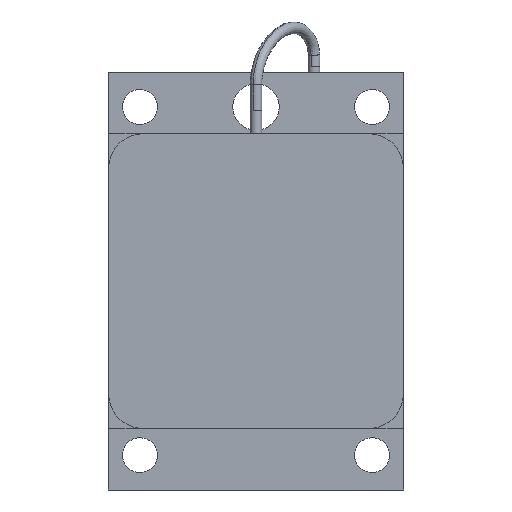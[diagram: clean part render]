
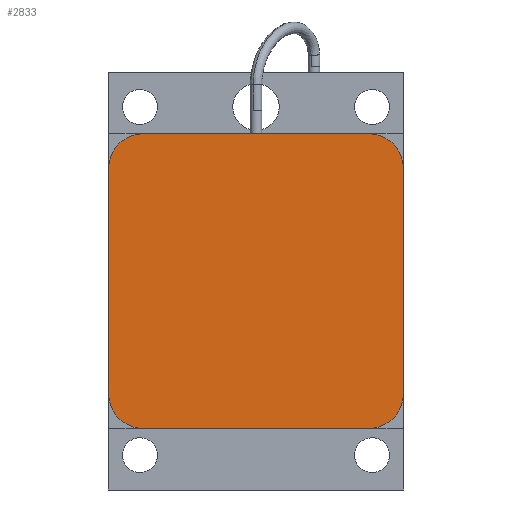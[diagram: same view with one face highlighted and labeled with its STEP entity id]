
A CAD part, front view. The second image highlights one B-rep face of the part: STEP entity #2833.
In plain terms, the highlighted planar face has unit normal (0, -1, 0).
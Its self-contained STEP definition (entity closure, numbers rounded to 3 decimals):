
#1023=DIRECTION('',(-1.,0.,0.));
#1024=VECTOR('',#1023,19.4);
#1025=CARTESIAN_POINT('',(9.7,-8.3,12.7));
#1026=LINE('',#1025,#1024);
#1030=CARTESIAN_POINT('',(9.7,-8.3,9.7));
#1031=DIRECTION('',(0.,-1.,0.));
#1032=DIRECTION('',(1.,0.,0.));
#1033=AXIS2_PLACEMENT_3D('',#1030,#1031,#1032);
#1038=DIRECTION('',(0.,0.,1.));
#1039=VECTOR('',#1038,19.4);
#1040=CARTESIAN_POINT('',(12.7,-8.3,-9.7));
#1041=LINE('',#1040,#1039);
#1045=CARTESIAN_POINT('',(9.7,-8.3,-9.7));
#1046=DIRECTION('',(0.,-1.,0.));
#1047=DIRECTION('',(0.,0.,-1.));
#1048=AXIS2_PLACEMENT_3D('',#1045,#1046,#1047);
#1053=DIRECTION('',(1.,0.,0.));
#1054=VECTOR('',#1053,19.4);
#1055=CARTESIAN_POINT('',(-9.7,-8.3,-12.7));
#1056=LINE('',#1055,#1054);
#1060=CARTESIAN_POINT('',(-9.7,-8.3,-9.7));
#1061=DIRECTION('',(0.,-1.,0.));
#1062=DIRECTION('',(-1.,0.,0.));
#1063=AXIS2_PLACEMENT_3D('',#1060,#1061,#1062);
#1068=DIRECTION('',(0.,0.,-1.));
#1069=VECTOR('',#1068,19.4);
#1070=CARTESIAN_POINT('',(-12.7,-8.3,9.7));
#1071=LINE('',#1070,#1069);
#1075=CARTESIAN_POINT('',(-9.7,-8.3,9.7));
#1076=DIRECTION('',(0.,-1.,0.));
#1077=DIRECTION('',(0.,0.,1.));
#1078=AXIS2_PLACEMENT_3D('',#1075,#1076,#1077);
#1364=CARTESIAN_POINT('',(9.7,-8.3,12.7));
#1365=CARTESIAN_POINT('',(-9.7,-8.3,12.7));
#1366=VERTEX_POINT('',#1364);
#1367=VERTEX_POINT('',#1365);
#1368=CARTESIAN_POINT('',(-12.7,-8.3,9.7));
#1369=CARTESIAN_POINT('',(-12.7,-8.3,-9.7));
#1370=VERTEX_POINT('',#1368);
#1371=VERTEX_POINT('',#1369);
#1372=CARTESIAN_POINT('',(-9.7,-8.3,-12.7));
#1373=CARTESIAN_POINT('',(9.7,-8.3,-12.7));
#1374=VERTEX_POINT('',#1372);
#1375=VERTEX_POINT('',#1373);
#1376=CARTESIAN_POINT('',(12.7,-8.3,-9.7));
#1377=CARTESIAN_POINT('',(12.7,-8.3,9.7));
#1378=VERTEX_POINT('',#1376);
#1379=VERTEX_POINT('',#1377);
#2813=CARTESIAN_POINT('',(0.,-8.3,0.));
#2814=DIRECTION('',(0.,-1.,0.));
#2815=DIRECTION('',(0.,0.,-1.));
#2816=AXIS2_PLACEMENT_3D('',#2813,#2814,#2815);
#2817=PLANE('',#2816);
#2818=ORIENTED_EDGE('',*,*,#2623,.F.);
#2819=ORIENTED_EDGE('',*,*,#2664,.F.);
#2821=ORIENTED_EDGE('',*,*,#2820,.F.);
#2823=ORIENTED_EDGE('',*,*,#2822,.F.);
#2825=ORIENTED_EDGE('',*,*,#2824,.F.);
#2827=ORIENTED_EDGE('',*,*,#2826,.F.);
#2829=ORIENTED_EDGE('',*,*,#2828,.F.);
#2830=ORIENTED_EDGE('',*,*,#2768,.F.);
#2831=EDGE_LOOP('',(#2818,#2819,#2821,#2823,#2825,#2827,#2829,#2830));
#2832=FACE_OUTER_BOUND('',#2831,.F.);
#2833=ADVANCED_FACE('',(#2832),#2817,.T.);
#1034=CIRCLE('',#1033,3.);
#1049=CIRCLE('',#1048,3.);
#1064=CIRCLE('',#1063,3.);
#1079=CIRCLE('',#1078,3.);
#2623=EDGE_CURVE('',#1366,#1367,#1026,.T.);
#2664=EDGE_CURVE('',#1379,#1366,#1034,.T.);
#2768=EDGE_CURVE('',#1367,#1370,#1079,.T.);
#2820=EDGE_CURVE('',#1378,#1379,#1041,.T.);
#2822=EDGE_CURVE('',#1375,#1378,#1049,.T.);
#2824=EDGE_CURVE('',#1374,#1375,#1056,.T.);
#2826=EDGE_CURVE('',#1371,#1374,#1064,.T.);
#2828=EDGE_CURVE('',#1370,#1371,#1071,.T.);
